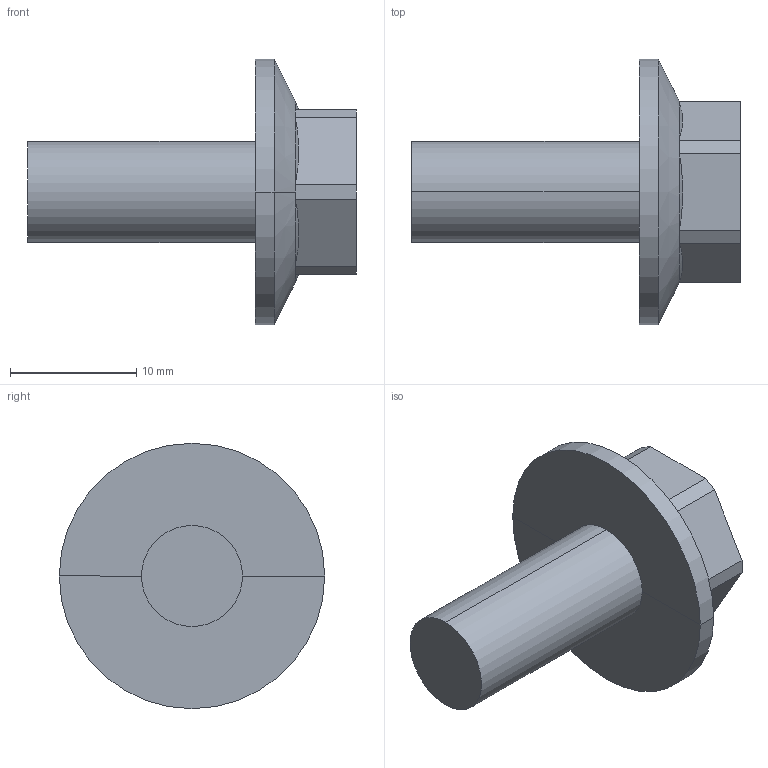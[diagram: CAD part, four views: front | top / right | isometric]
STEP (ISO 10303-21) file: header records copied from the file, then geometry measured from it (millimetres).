
FILE_DESCRIPTION(('STEP AP214'),'1');
FILE_NAME('cctmp_8D4C662C-4E65-4550-967B-E2BCF975B2B2_2020_1_16_7_39_10_192..stp','2020-01-16T06:39:10',('Bosch Rexroth AG'),('CADClick - www.CADClick.com'),'Spatial InterOp 3D',' ','unknown authorization - (Healing Option Enabled)');
FILE_SCHEMA(('AUTOMOTIVE_DESIGN'));
Length unit declared in the file: millimetre
Products named in the file (1): 2020_01_16__07-39-10-172
Bounding box: 26 x 21 x 21 mm (x, y, z)
Volume: 2542.5 mm3; surface area: 1472.9 mm2
Topology: 1 solids, 1 shells, 28 faces, 76 edges, 47 vertices
Faces by surface type: plane 16, bspline 6, cylinder 4, cone 2
Entity records: 1856 total; most frequent: CARTESIAN_POINT 1002, ORIENTED_EDGE 146, DIRECTION 101, EDGE_CURVE 73, VERTEX_POINT 47, AXIS2_PLACEMENT_3D 34, LINE 33, VECTOR 33
